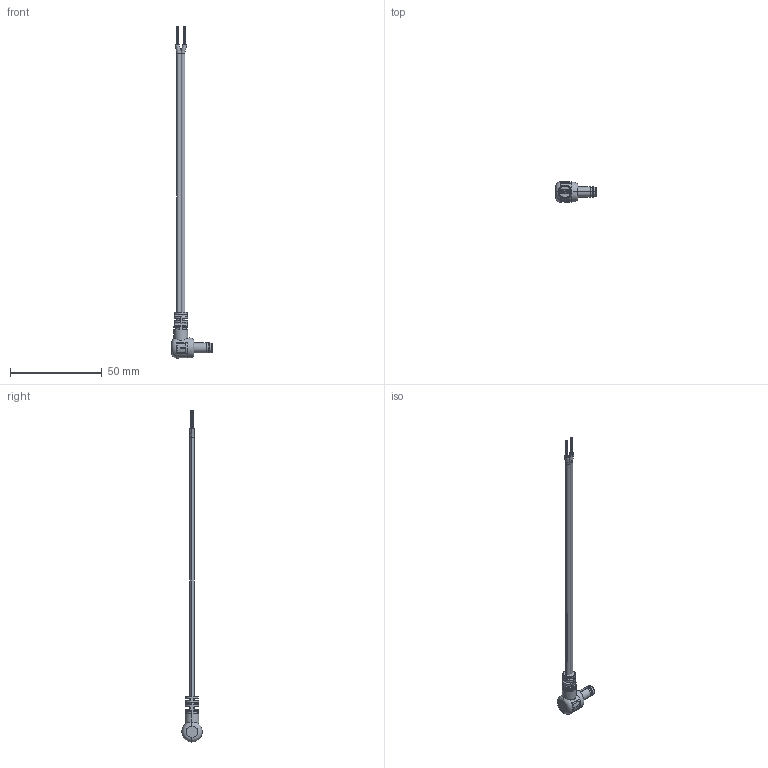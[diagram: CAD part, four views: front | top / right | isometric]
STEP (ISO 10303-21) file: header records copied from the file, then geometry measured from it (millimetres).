
FILE_DESCRIPTION (( 'STEP AP203' ), '1' );
FILE_NAME ('10-01244.step', '2016-09-15T23:40:03', ( '' ), ( '' ), 'SwSTEP 2.0', 'SolidWorks 2015', '' );
FILE_SCHEMA (( 'CONFIG_CONTROL_DESIGN' ));
Length unit declared in the file: millimetre
Products named in the file (7): 50-00523_spring contact; 50-00523_shell; 30-00396_stripped and tinned; 50-00523_insulator2; 50-00523; 10-01244; 24-00006
Assembly tree (6 placements, depth 3):
  10-01244
    30-00396_stripped and tinned
    24-00006
    50-00523
      50-00523_shell
      50-00523_spring contact
      50-00523_insulator2
Bounding box: 21.86 x 11 x 180.56 mm (x, y, z)
Volume: 2945.9 mm3; surface area: 17609.1 mm2
Topology: 181 solids, 181 shells, 1285 faces, 2683 edges, 1771 vertices
Faces by surface type: cylinder 590, plane 477, bspline 180, torus 24, cone 14
Entity records: 40906 total; most frequent: CARTESIAN_POINT 12727, DIRECTION 5783, ORIENTED_EDGE 5366, EDGE_CURVE 2683, AXIS2_PLACEMENT_3D 2454, VERTEX_POINT 1771, EDGE_LOOP 1478, CIRCLE 1339
